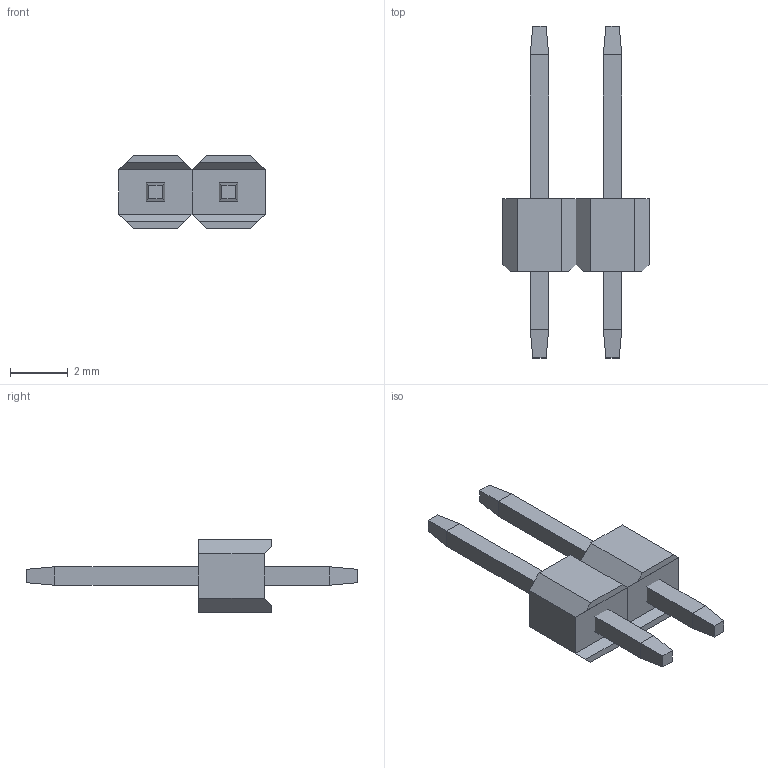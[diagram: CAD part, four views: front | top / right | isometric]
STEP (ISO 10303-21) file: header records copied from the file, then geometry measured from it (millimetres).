
FILE_DESCRIPTION (( 'STEP AP214' ), '1' );
FILE_NAME ('Header, Male, 2.54mm, 1x2.STEP', '2018-07-04T18:22:41', ( '' ), ( '' ), 'SwSTEP 2.0', 'SolidWorks 2018', '' );
FILE_SCHEMA (( 'AUTOMOTIVE_DESIGN' ));
Length unit declared in the file: millimetre
Products named in the file (1): Header, Male, 2.54mm, 1x2
Bounding box: 5.08 x 11.54 x 2.54 mm (x, y, z)
Volume: 35.2 mm3; surface area: 117.3 mm2
Topology: 6 solids, 6 shells, 68 faces, 144 edges, 88 vertices
Faces by surface type: plane 68
Entity records: 2209 total; most frequent: CARTESIAN_POINT 301, ORIENTED_EDGE 288, DIRECTION 282, LINE 144, EDGE_CURVE 144, VECTOR 144, VERTEX_POINT 88, AXIS2_PLACEMENT_3D 69
